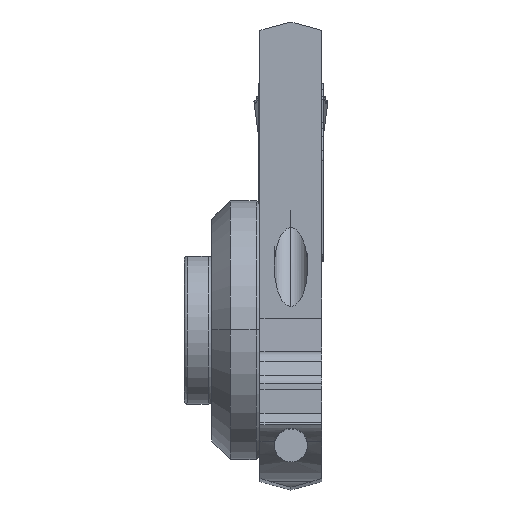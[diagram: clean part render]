
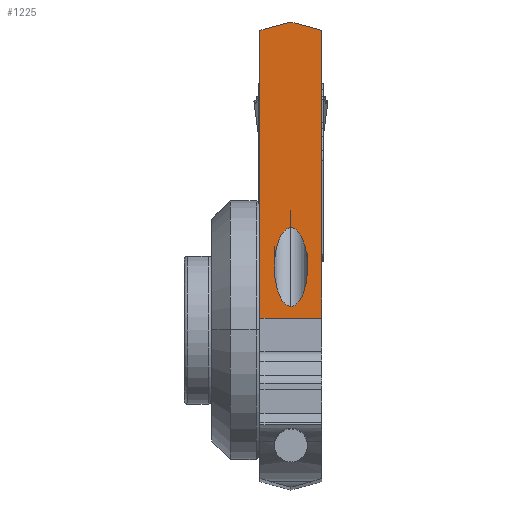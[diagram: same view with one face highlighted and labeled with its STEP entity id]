
A CAD part, top view. The second image highlights one B-rep face of the part: STEP entity #1225.
In plain terms, the highlighted planar face has unit normal (0, 0, 1).
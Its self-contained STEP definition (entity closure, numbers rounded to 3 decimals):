
#52=FACE_BOUND('',#1609,.T.);
#53=FACE_BOUND('',#1610,.T.);
#1115=ELLIPSE('',#4630,2.13,0.9);
#1116=ELLIPSE('',#4631,2.13,0.9);
#1225=ADVANCED_FACE('',(#52,#53),#1332,.T.);
#1332=PLANE('',#4632);
#1609=EDGE_LOOP('',(#2268,#2269,#2270,#2271,#2272));
#1610=EDGE_LOOP('',(#2273,#2274));
#2268=ORIENTED_EDGE('',*,*,#3158,.F.);
#2269=ORIENTED_EDGE('',*,*,#3159,.F.);
#2270=ORIENTED_EDGE('',*,*,#3063,.T.);
#2271=ORIENTED_EDGE('',*,*,#3157,.T.);
#2272=ORIENTED_EDGE('',*,*,#3118,.T.);
#2273=ORIENTED_EDGE('',*,*,#3160,.F.);
#2274=ORIENTED_EDGE('',*,*,#3161,.F.);
#2705=VERTEX_POINT('',#6764);
#2706=VERTEX_POINT('',#6766);
#2739=VERTEX_POINT('',#6939);
#2740=VERTEX_POINT('',#6941);
#2760=VERTEX_POINT('',#7021);
#2761=VERTEX_POINT('',#7024);
#2762=VERTEX_POINT('',#7025);
#3063=EDGE_CURVE('',#2706,#2705,#3775,.T.);
#3118=EDGE_CURVE('',#2740,#2739,#3811,.T.);
#3157=EDGE_CURVE('',#2705,#2740,#3840,.T.);
#3158=EDGE_CURVE('',#2760,#2739,#3841,.T.);
#3159=EDGE_CURVE('',#2706,#2760,#3842,.T.);
#3160=EDGE_CURVE('',#2761,#2762,#1115,.T.);
#3161=EDGE_CURVE('',#2762,#2761,#1116,.T.);
#3775=LINE('',#6765,#4041);
#3811=LINE('',#6940,#4077);
#3840=LINE('',#7018,#4106);
#3841=LINE('',#7020,#4107);
#3842=LINE('',#7022,#4108);
#4041=VECTOR('',#5153,1.);
#4077=VECTOR('',#5259,1.);
#4106=VECTOR('',#5346,1.);
#4107=VECTOR('',#5349,1.);
#4108=VECTOR('',#5350,1.);
#4630=AXIS2_PLACEMENT_3D('',#7023,#5351,#5352);
#4631=AXIS2_PLACEMENT_3D('',#7026,#5353,#5354);
#4632=AXIS2_PLACEMENT_3D('',#7027,#5355,#5356);
#5153=DIRECTION('',(0.,-1.,0.));
#5259=DIRECTION('',(0.,1.,0.));
#5346=DIRECTION('',(1.,0.,0.));
#5349=DIRECTION('',(0.966,-0.259,0.));
#5350=DIRECTION('',(0.966,0.259,0.));
#5351=DIRECTION('',(0.,0.,1.));
#5352=DIRECTION('',(0.,1.,0.));
#5353=DIRECTION('',(0.,0.,1.));
#5354=DIRECTION('',(0.,1.,0.));
#5355=DIRECTION('',(0.,0.,1.));
#5356=DIRECTION('',(0.,-1.,0.));
#6764=CARTESIAN_POINT('',(-3.35,9.551,0.));
#6765=CARTESIAN_POINT('',(-3.35,25.101,0.));
#6766=CARTESIAN_POINT('',(-3.35,25.101,0.));
#6939=CARTESIAN_POINT('',(0.,25.101,0.));
#6940=CARTESIAN_POINT('',(0.,9.551,0.));
#6941=CARTESIAN_POINT('',(0.,9.551,0.));
#7018=CARTESIAN_POINT('',(-3.35,9.551,0.));
#7020=CARTESIAN_POINT('',(-1.675,25.55,0.));
#7021=CARTESIAN_POINT('',(-1.675,25.55,0.));
#7022=CARTESIAN_POINT('',(-3.35,25.101,0.));
#7023=CARTESIAN_POINT('',(-1.675,12.305,0.));
#7024=CARTESIAN_POINT('',(-1.675,14.435,0.));
#7025=CARTESIAN_POINT('',(-1.675,10.176,0.));
#7026=CARTESIAN_POINT('',(-1.675,12.305,0.));
#7027=CARTESIAN_POINT('',(-1.675,17.55,0.));
